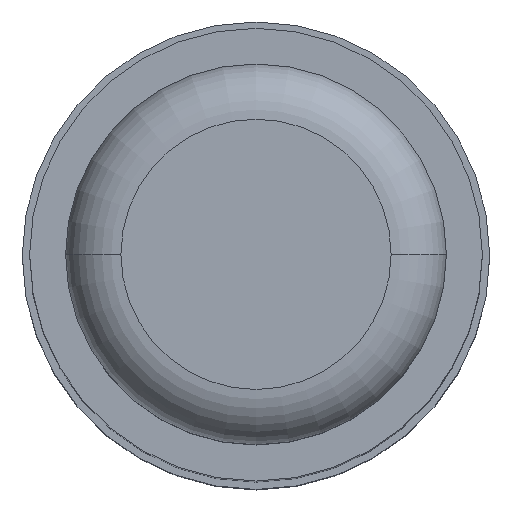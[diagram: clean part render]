
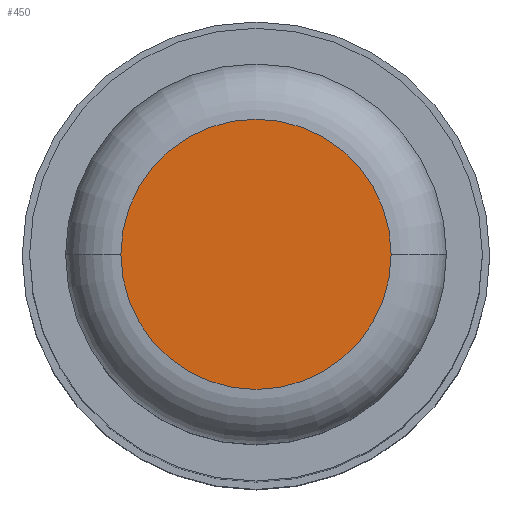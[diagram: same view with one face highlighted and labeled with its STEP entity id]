
A CAD part, top view. The second image highlights one B-rep face of the part: STEP entity #450.
In plain terms, the highlighted planar face has unit normal (0, 0, 1).
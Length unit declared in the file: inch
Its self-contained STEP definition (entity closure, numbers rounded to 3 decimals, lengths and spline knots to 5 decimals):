
#13 = AXIS2_PLACEMENT_3D ( 'NONE', #269, #21, #306 ) ;
#21 = DIRECTION ( 'NONE',  ( 0., 0., 1. ) ) ;
#60 = CARTESIAN_POINT ( 'NONE',  ( 0., 0., 0. ) ) ;
#62 = DIRECTION ( 'NONE',  ( 0., 0., 1. ) ) ;
#105 = DIRECTION ( 'NONE',  ( 1., 0., 0. ) ) ;
#110 = CARTESIAN_POINT ( 'NONE',  ( -0.22, 0., 0. ) ) ;
#129 = CIRCLE ( 'NONE', #446, 0.22 ) ;
#157 = AXIS2_PLACEMENT_3D ( 'NONE', #423, #62, #352 ) ;
#232 = FACE_OUTER_BOUND ( 'NONE', #435, .T. ) ;
#269 = CARTESIAN_POINT ( 'NONE',  ( 0., 0., 0. ) ) ;
#298 = CARTESIAN_POINT ( 'NONE',  ( 0.22, 0., 0. ) ) ;
#301 = VERTEX_POINT ( 'NONE', #298 ) ;
#306 = DIRECTION ( 'NONE',  ( 1., 0., 0. ) ) ;
#316 = ORIENTED_EDGE ( 'NONE', *, *, #419, .T. ) ;
#343 = CIRCLE ( 'NONE', #13, 0.22 ) ;
#347 = DIRECTION ( 'NONE',  ( 0., 0., 1. ) ) ;
#352 = DIRECTION ( 'NONE',  ( 1., 0., 0. ) ) ;
#402 = ORIENTED_EDGE ( 'NONE', *, *, #439, .T. ) ;
#419 = EDGE_CURVE ( 'NONE', #492, #301, #129, .T. ) ;
#423 = CARTESIAN_POINT ( 'NONE',  ( 0., 0., 0. ) ) ;
#435 = EDGE_LOOP ( 'NONE', ( #402, #316 ) ) ;
#439 = EDGE_CURVE ( 'NONE', #301, #492, #343, .T. ) ;
#446 = AXIS2_PLACEMENT_3D ( 'NONE', #60, #347, #105 ) ;
#450 = ADVANCED_FACE ( 'NONE', ( #232 ), #463, .T. ) ;
#463 = PLANE ( 'NONE',  #157 ) ;
#492 = VERTEX_POINT ( 'NONE', #110 ) ;
